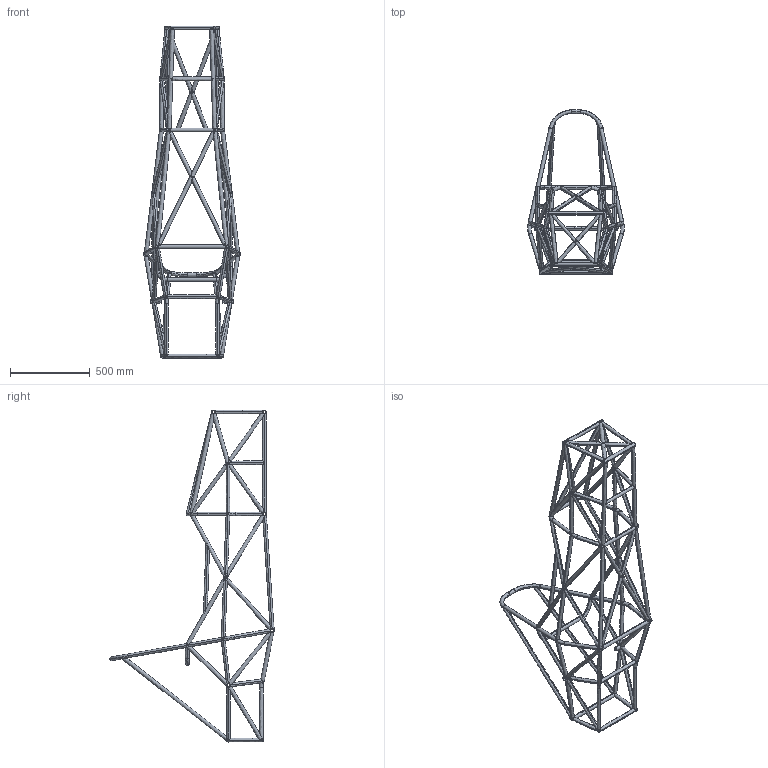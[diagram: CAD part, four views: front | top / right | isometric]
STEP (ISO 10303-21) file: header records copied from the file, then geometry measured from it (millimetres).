
FILE_DESCRIPTION(('FreeCAD Model'),'2;1');
FILE_NAME('Open CASCADE Shape Model','2025-05-04T14:17:45',('FreeCAD'),( 'FreeCAD'),'Open CASCADE STEP processor 7.6','FreeCAD','Unknown');
FILE_SCHEMA(('AUTOMOTIVE_DESIGN { 1 0 10303 214 1 1 1 1 }'));
Products named in the file (1): Open CASCADE STEP translator 7.6 1
Bounding box: 606.84 x 1028.19 x 2077.15 mm (x, y, z)
Volume: 6097771.5 mm3; surface area: 4303272.3 mm2
Topology: 78 solids, 78 shells, 819 faces, 2307 edges, 1560 vertices
Faces by surface type: bspline 819
Entity records: 43701 total; most frequent: CARTESIAN_POINT 31317, ORIENTED_EDGE 4614, EDGE_CURVE 2307, VERTEX_POINT 1560, B_SPLINE_CURVE_WITH_KNOTS 1077, FACE_BOUND 891, EDGE_LOOP 891, ADVANCED_FACE 819
